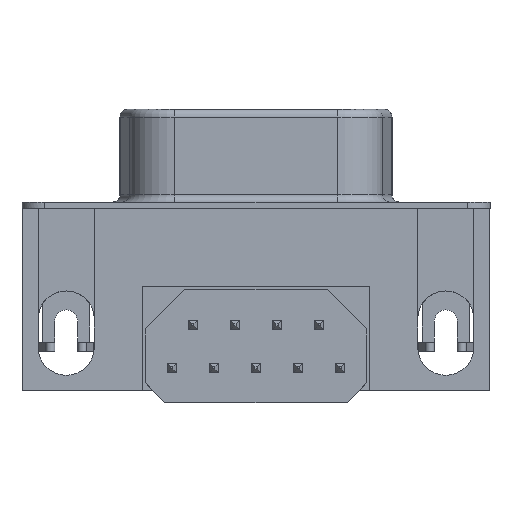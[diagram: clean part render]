
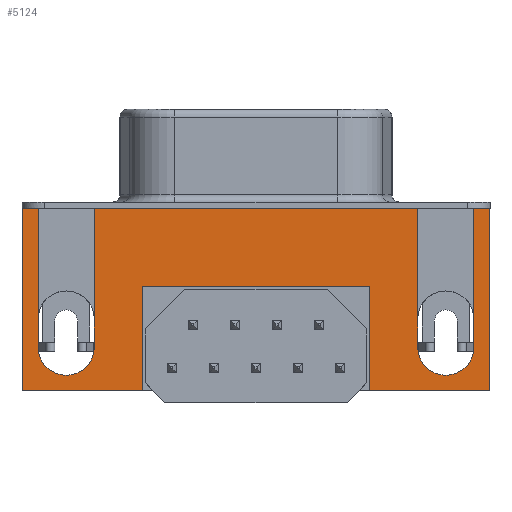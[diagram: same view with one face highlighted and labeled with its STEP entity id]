
A CAD part, front view. The second image highlights one B-rep face of the part: STEP entity #5124.
In plain terms, the highlighted planar face has unit normal (0, -1, 0).
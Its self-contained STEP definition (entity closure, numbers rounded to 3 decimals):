
#182 = CARTESIAN_POINT ( 'NONE',  ( -14.345, -6.276, -9.15 ) ) ;
#183 = CARTESIAN_POINT ( 'NONE',  ( 7.5, -6.276, -5.15 ) ) ;
#193 = CARTESIAN_POINT ( 'NONE',  ( 15.404, -6.276, 0. ) ) ;
#194 = CARTESIAN_POINT ( 'NONE',  ( 14.345, -6.276, 0. ) ) ;
#197 = CARTESIAN_POINT ( 'NONE',  ( -14.345, -6.276, 0. ) ) ;
#198 = CARTESIAN_POINT ( 'NONE',  ( -15.404, -6.276, 0. ) ) ;
#316 = CARTESIAN_POINT ( 'NONE',  ( -10.645, -6.276, -9.15 ) ) ;
#317 = CARTESIAN_POINT ( 'NONE',  ( -12.495, -6.276, -11. ) ) ;
#321 = CARTESIAN_POINT ( 'NONE',  ( 12.495, -6.276, -11. ) ) ;
#322 = CARTESIAN_POINT ( 'NONE',  ( 14.345, -6.276, -9.15 ) ) ;
#498 = CARTESIAN_POINT ( 'NONE',  ( -7.5, -6.276, -12. ) ) ;
#500 = CARTESIAN_POINT ( 'NONE',  ( -15.404, -6.276, -12. ) ) ;
#501 = CARTESIAN_POINT ( 'NONE',  ( 7.5, -6.276, -12. ) ) ;
#520 = CARTESIAN_POINT ( 'NONE',  ( 10.645, -6.276, -9.15 ) ) ;
#523 = CARTESIAN_POINT ( 'NONE',  ( 15.404, -6.276, -12. ) ) ;
#524 = CARTESIAN_POINT ( 'NONE',  ( -10.645, -6.276, 0. ) ) ;
#525 = CARTESIAN_POINT ( 'NONE',  ( 10.645, -6.276, 0. ) ) ;
#527 = CARTESIAN_POINT ( 'NONE',  ( -7.5, -6.276, -5.15 ) ) ;
#1885 = ORIENTED_EDGE ( 'NONE', *, *, #5713, .F. ) ;
#1886 = ORIENTED_EDGE ( 'NONE', *, *, #10170, .F. ) ;
#1887 = ORIENTED_EDGE ( 'NONE', *, *, #5673, .T. ) ;
#1888 = ORIENTED_EDGE ( 'NONE', *, *, #5414, .F. ) ;
#1889 = ORIENTED_EDGE ( 'NONE', *, *, #10304, .F. ) ;
#1890 = ORIENTED_EDGE ( 'NONE', *, *, #5340, .F. ) ;
#1891 = ORIENTED_EDGE ( 'NONE', *, *, #10162, .F. ) ;
#1892 = ORIENTED_EDGE ( 'NONE', *, *, #5564, .F. ) ;
#1893 = ORIENTED_EDGE ( 'NONE', *, *, #5344, .T. ) ;
#1894 = ORIENTED_EDGE ( 'NONE', *, *, #5569, .F. ) ;
#1895 = ORIENTED_EDGE ( 'NONE', *, *, #5443, .F. ) ;
#1896 = ORIENTED_EDGE ( 'NONE', *, *, #10343, .T. ) ;
#1897 = ORIENTED_EDGE ( 'NONE', *, *, #5708, .T. ) ;
#1898 = ORIENTED_EDGE ( 'NONE', *, *, #5526, .T. ) ;
#1899 = ORIENTED_EDGE ( 'NONE', *, *, #10146, .F. ) ;
#1900 = ORIENTED_EDGE ( 'NONE', *, *, #5699, .T. ) ;
#1901 = ORIENTED_EDGE ( 'NONE', *, *, #10044, .T. ) ;
#1902 = ORIENTED_EDGE ( 'NONE', *, *, #10338, .T. ) ;
#2299 = VERTEX_POINT ( 'NONE', #322 ) ;
#2300 = VERTEX_POINT ( 'NONE', #321 ) ;
#2304 = VERTEX_POINT ( 'NONE', #317 ) ;
#2305 = VERTEX_POINT ( 'NONE', #316 ) ;
#2468 = VERTEX_POINT ( 'NONE', #198 ) ;
#2469 = VERTEX_POINT ( 'NONE', #197 ) ;
#2472 = VERTEX_POINT ( 'NONE', #194 ) ;
#2473 = VERTEX_POINT ( 'NONE', #193 ) ;
#2481 = VERTEX_POINT ( 'NONE', #520 ) ;
#2483 = VERTEX_POINT ( 'NONE', #524 ) ;
#2484 = VERTEX_POINT ( 'NONE', #523 ) ;
#2486 = VERTEX_POINT ( 'NONE', #527 ) ;
#2488 = VERTEX_POINT ( 'NONE', #525 ) ;
#2489 = VERTEX_POINT ( 'NONE', #183 ) ;
#2490 = VERTEX_POINT ( 'NONE', #182 ) ;
#2492 = VERTEX_POINT ( 'NONE', #500 ) ;
#2494 = VERTEX_POINT ( 'NONE', #498 ) ;
#2497 = VERTEX_POINT ( 'NONE', #501 ) ;
#2617 = FACE_OUTER_BOUND ( 'NONE', #10361, .T. ) ;
#3000 = LINE ( 'NONE', #6951, #3004 ) ;
#3004 = VECTOR ( 'NONE', #6948, 1000. ) ;
#3005 = LINE ( 'NONE', #6949, #3010 ) ;
#3010 = VECTOR ( 'NONE', #6960, 1000. ) ;
#3126 = CIRCLE ( 'NONE', #4718, 1.85 ) ;
#3180 = LINE ( 'NONE', #7171, #3182 ) ;
#3182 = VECTOR ( 'NONE', #7169, 1000. ) ;
#4230 = PLANE ( 'NONE',  #4417 ) ;
#4242 = CARTESIAN_POINT ( 'NONE',  ( -15.404, -6.276, -12. ) ) ;
#4243 = DIRECTION ( 'NONE',  ( 0., -1., 0. ) ) ;
#4244 = DIRECTION ( 'NONE',  ( 1., 0., 0. ) ) ;
#4417 = AXIS2_PLACEMENT_3D ( 'NONE', #4242, #4243, #4244 ) ;
#4718 = AXIS2_PLACEMENT_3D ( 'NONE', #7111, #7112, #7113 ) ;
#4828 = AXIS2_PLACEMENT_3D ( 'NONE', #8107, #8108, #8109 ) ;
#4905 = AXIS2_PLACEMENT_3D ( 'NONE', #9823, #9824, #9825 ) ;
#4915 = AXIS2_PLACEMENT_3D ( 'NONE', #9901, #9902, #9903 ) ;
#5124 = ADVANCED_FACE ( 'NONE', ( #2617 ), #4230, .T. ) ;
#5340 = EDGE_CURVE ( 'NONE', #2469, #2490, #3000, .T. ) ;
#5344 = EDGE_CURVE ( 'NONE', #2492, #2494, #3005, .T. ) ;
#5414 = EDGE_CURVE ( 'NONE', #2304, #2305, #3126, .T. ) ;
#5443 = EDGE_CURVE ( 'NONE', #2489, #2486, #3180, .T. ) ;
#5526 = EDGE_CURVE ( 'NONE', #2484, #2473, #8188, .T. ) ;
#5564 = EDGE_CURVE ( 'NONE', #2492, #2468, #8250, .T. ) ;
#5569 = EDGE_CURVE ( 'NONE', #2486, #2494, #8259, .T. ) ;
#5673 = EDGE_CURVE ( 'NONE', #2483, #2305, #8440, .T. ) ;
#5699 = EDGE_CURVE ( 'NONE', #2472, #2299, #8479, .T. ) ;
#5708 = EDGE_CURVE ( 'NONE', #2497, #2484, #8499, .T. ) ;
#5713 = EDGE_CURVE ( 'NONE', #2488, #2481, #8508, .T. ) ;
#6948 = DIRECTION ( 'NONE',  ( 0., 0., -1. ) ) ;
#6949 = CARTESIAN_POINT ( 'NONE',  ( -15.404, -6.276, -12. ) ) ;
#6951 = CARTESIAN_POINT ( 'NONE',  ( -14.345, -6.276, 0. ) ) ;
#6960 = DIRECTION ( 'NONE',  ( 1., 0., 0. ) ) ;
#7111 = CARTESIAN_POINT ( 'NONE',  ( -12.495, -6.276, -9.15 ) ) ;
#7112 = DIRECTION ( 'NONE',  ( 0., -1., 0. ) ) ;
#7113 = DIRECTION ( 'NONE',  ( 0., 0., -1. ) ) ;
#7169 = DIRECTION ( 'NONE',  ( -1., 0., 0. ) ) ;
#7171 = CARTESIAN_POINT ( 'NONE',  ( -7.5, -6.276, -5.15 ) ) ;
#7413 = CARTESIAN_POINT ( 'NONE',  ( 15.404, -6.276, -12. ) ) ;
#7414 = DIRECTION ( 'NONE',  ( 0., 0., 1. ) ) ;
#7499 = CARTESIAN_POINT ( 'NONE',  ( -15.404, -6.276, -12. ) ) ;
#7501 = DIRECTION ( 'NONE',  ( 0., 0., 1. ) ) ;
#7509 = CARTESIAN_POINT ( 'NONE',  ( -7.5, -6.276, -5.15 ) ) ;
#7511 = DIRECTION ( 'NONE',  ( 0., 0., -1. ) ) ;
#7740 = CARTESIAN_POINT ( 'NONE',  ( -10.645, -6.276, 0. ) ) ;
#7741 = DIRECTION ( 'NONE',  ( 0., 0., -1. ) ) ;
#7795 = DIRECTION ( 'NONE',  ( 0., 0., -1. ) ) ;
#7801 = CARTESIAN_POINT ( 'NONE',  ( 14.345, -6.276, 0. ) ) ;
#7819 = CARTESIAN_POINT ( 'NONE',  ( -15.404, -6.276, -12. ) ) ;
#7820 = DIRECTION ( 'NONE',  ( 1., 0., 0. ) ) ;
#7821 = DIRECTION ( 'NONE',  ( 0., 0., -1. ) ) ;
#7826 = CARTESIAN_POINT ( 'NONE',  ( 10.645, -6.276, 0. ) ) ;
#8107 = CARTESIAN_POINT ( 'NONE',  ( 12.495, -6.276, -9.15 ) ) ;
#8108 = DIRECTION ( 'NONE',  ( 0., 1., 0. ) ) ;
#8109 = DIRECTION ( 'NONE',  ( 0., 0., -1. ) ) ;
#8188 = LINE ( 'NONE', #7413, #8191 ) ;
#8191 = VECTOR ( 'NONE', #7414, 1000. ) ;
#8250 = LINE ( 'NONE', #7499, #8253 ) ;
#8253 = VECTOR ( 'NONE', #7501, 1000. ) ;
#8259 = LINE ( 'NONE', #7509, #8262 ) ;
#8262 = VECTOR ( 'NONE', #7511, 1000. ) ;
#8440 = LINE ( 'NONE', #7740, #8443 ) ;
#8443 = VECTOR ( 'NONE', #7741, 1000. ) ;
#8479 = LINE ( 'NONE', #7801, #8486 ) ;
#8486 = VECTOR ( 'NONE', #7795, 1000. ) ;
#8499 = LINE ( 'NONE', #7819, #8502 ) ;
#8502 = VECTOR ( 'NONE', #7820, 1000. ) ;
#8508 = LINE ( 'NONE', #7826, #8510 ) ;
#8510 = VECTOR ( 'NONE', #7821, 1000. ) ;
#8716 = CIRCLE ( 'NONE', #4828, 1.85 ) ;
#8879 = LINE ( 'NONE', #9463, #8886 ) ;
#8886 = VECTOR ( 'NONE', #9459, 1000. ) ;
#8910 = LINE ( 'NONE', #9504, #8913 ) ;
#8913 = VECTOR ( 'NONE', #9505, 1000. ) ;
#8925 = LINE ( 'NONE', #9520, #8928 ) ;
#8928 = VECTOR ( 'NONE', #9521, 1000. ) ;
#9159 = CIRCLE ( 'NONE', #4905, 1.85 ) ;
#9218 = CIRCLE ( 'NONE', #4915, 1.85 ) ;
#9225 = LINE ( 'NONE', #9909, #9227 ) ;
#9227 = VECTOR ( 'NONE', #9904, 1000. ) ;
#9459 = DIRECTION ( 'NONE',  ( 1., 0., 0. ) ) ;
#9463 = CARTESIAN_POINT ( 'NONE',  ( -15.404, -6.276, 0. ) ) ;
#9504 = CARTESIAN_POINT ( 'NONE',  ( -15.404, -6.276, 0. ) ) ;
#9505 = DIRECTION ( 'NONE',  ( 1., 0., 0. ) ) ;
#9520 = CARTESIAN_POINT ( 'NONE',  ( -15.404, -6.276, 0. ) ) ;
#9521 = DIRECTION ( 'NONE',  ( 1., 0., 0. ) ) ;
#9823 = CARTESIAN_POINT ( 'NONE',  ( -12.495, -6.276, -9.15 ) ) ;
#9824 = DIRECTION ( 'NONE',  ( 0., -1., 0. ) ) ;
#9825 = DIRECTION ( 'NONE',  ( 0., 0., -1. ) ) ;
#9901 = CARTESIAN_POINT ( 'NONE',  ( 12.495, -6.276, -9.15 ) ) ;
#9902 = DIRECTION ( 'NONE',  ( 0., 1., 0. ) ) ;
#9903 = DIRECTION ( 'NONE',  ( 0., 0., -1. ) ) ;
#9904 = DIRECTION ( 'NONE',  ( 0., 0., -1. ) ) ;
#9909 = CARTESIAN_POINT ( 'NONE',  ( 7.5, -6.276, -5.15 ) ) ;
#10044 = EDGE_CURVE ( 'NONE', #2299, #2300, #8716, .T. ) ;
#10146 = EDGE_CURVE ( 'NONE', #2472, #2473, #8879, .T. ) ;
#10162 = EDGE_CURVE ( 'NONE', #2468, #2469, #8910, .T. ) ;
#10170 = EDGE_CURVE ( 'NONE', #2483, #2488, #8925, .T. ) ;
#10304 = EDGE_CURVE ( 'NONE', #2490, #2304, #9159, .T. ) ;
#10338 = EDGE_CURVE ( 'NONE', #2300, #2481, #9218, .T. ) ;
#10343 = EDGE_CURVE ( 'NONE', #2489, #2497, #9225, .T. ) ;
#10361 = EDGE_LOOP ( 'NONE', ( #1885, #1886, #1887, #1888, #1889, #1890, #1891, #1892, #1893, #1894, #1895, #1896, #1897, #1898, #1899, #1900, #1901, #1902 ) ) ;
